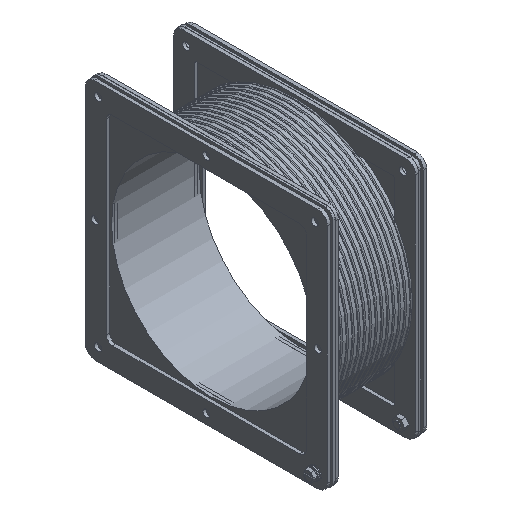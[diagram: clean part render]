
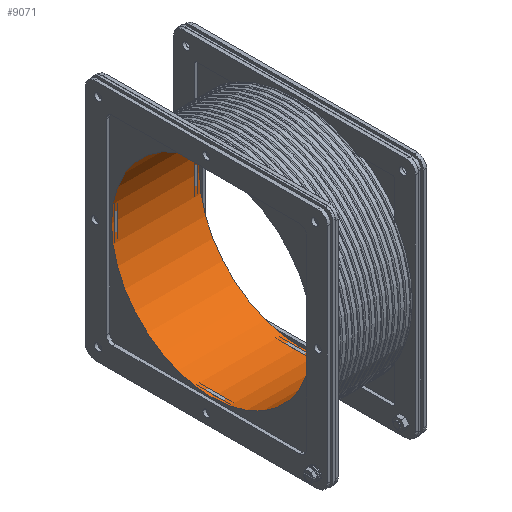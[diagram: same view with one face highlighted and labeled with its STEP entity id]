
A CAD part, isometric view. The second image highlights one B-rep face of the part: STEP entity #9071.
In plain terms, the highlighted cylindrical face has radius 101.6 mm (diameter 203.2 mm), a full revolution.
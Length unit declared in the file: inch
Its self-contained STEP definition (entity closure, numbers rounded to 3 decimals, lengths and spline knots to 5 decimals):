
#639 = EDGE_LOOP ( 'NONE', ( #8560 ) ) ;
#1047 = DIRECTION ( 'NONE',  ( 0., 0., 1. ) ) ;
#1744 = EDGE_CURVE ( 'NONE', #3857, #3857, #8118, .T. ) ;
#1979 = EDGE_LOOP ( 'NONE', ( #9258 ) ) ;
#2092 = CARTESIAN_POINT ( 'NONE',  ( -1.75, 0., 4. ) ) ;
#2377 = CARTESIAN_POINT ( 'NONE',  ( 1.75, 0., 4. ) ) ;
#2694 = DIRECTION ( 'NONE',  ( 1., 0., 0. ) ) ;
#2903 = DIRECTION ( 'NONE',  ( 0., 0., 1. ) ) ;
#3088 = VERTEX_POINT ( 'NONE', #2377 ) ;
#3857 = VERTEX_POINT ( 'NONE', #2092 ) ;
#4476 = EDGE_CURVE ( 'NONE', #3088, #3088, #9710, .T. ) ;
#5066 = FACE_OUTER_BOUND ( 'NONE', #639, .T. ) ;
#5179 = DIRECTION ( 'NONE',  ( 0., 0., 1. ) ) ;
#5562 = DIRECTION ( 'NONE',  ( -1., 0., 0. ) ) ;
#5876 = CARTESIAN_POINT ( 'NONE',  ( 1.75, 0., 0. ) ) ;
#6055 = AXIS2_PLACEMENT_3D ( 'NONE', #9095, #2694, #1047 ) ;
#6761 = CYLINDRICAL_SURFACE ( 'NONE', #10674, 4. ) ;
#7206 = CARTESIAN_POINT ( 'NONE',  ( 1.75, 0., 0. ) ) ;
#7813 = DIRECTION ( 'NONE',  ( -1., 0., 0. ) ) ;
#7848 = AXIS2_PLACEMENT_3D ( 'NONE', #7206, #5562, #2903 ) ;
#8118 = CIRCLE ( 'NONE', #6055, 4. ) ;
#8560 = ORIENTED_EDGE ( 'NONE', *, *, #4476, .F. ) ;
#9071 = ADVANCED_FACE ( 'NONE', ( #9506, #5066 ), #6761, .F. ) ;
#9095 = CARTESIAN_POINT ( 'NONE',  ( -1.75, 0., 0. ) ) ;
#9258 = ORIENTED_EDGE ( 'NONE', *, *, #1744, .F. ) ;
#9506 = FACE_OUTER_BOUND ( 'NONE', #1979, .T. ) ;
#9710 = CIRCLE ( 'NONE', #7848, 4. ) ;
#10674 = AXIS2_PLACEMENT_3D ( 'NONE', #5876, #7813, #5179 ) ;
